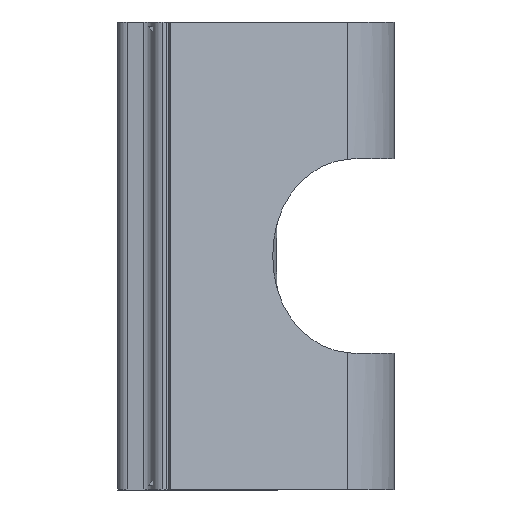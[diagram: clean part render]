
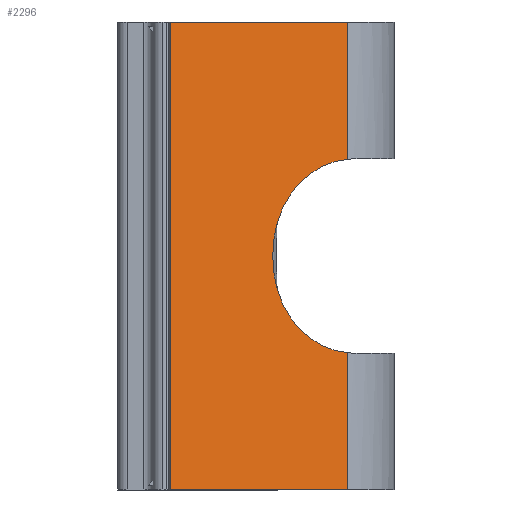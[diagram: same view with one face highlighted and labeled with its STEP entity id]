
A CAD part, left-side view. The second image highlights one B-rep face of the part: STEP entity #2296.
In plain terms, the highlighted planar face has unit normal (-0.866, -0.5, 0).
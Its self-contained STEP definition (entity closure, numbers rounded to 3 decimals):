
#514=CARTESIAN_POINT('',(-6.937,-1.736,12.));
#515=VERTEX_POINT('',#514);
#522=CARTESIAN_POINT('',(-2.57,-9.3,12.));
#523=VERTEX_POINT('',#522);
#524=CARTESIAN_POINT('',(-2.57,-9.3,12.));
#525=DIRECTION('',(-0.5,0.866,0.0));
#526=VECTOR('',#525,8.735);
#527=LINE('',#524,#526);
#528=EDGE_CURVE('',#523,#515,#527,.T.);
#2079=CARTESIAN_POINT('',(-4.402,-6.126,2.15));
#2080=VERTEX_POINT('',#2079);
#2081=CARTESIAN_POINT('',(-2.57,-9.3,6.136));
#2082=VERTEX_POINT('',#2081);
#2083=CARTESIAN_POINT('',(-2.402,-9.59,2.15));
#2084=DIRECTION('',(-0.866,-0.5,0.));
#2085=DIRECTION('',(-0.354,0.612,0.707));
#2086=AXIS2_PLACEMENT_3D('',#2083,#2084,#2085);
#2087=CIRCLE('',#2086,4.0);
#2088=EDGE_CURVE('',#2080,#2082,#2087,.F.);
#2173=CARTESIAN_POINT('',(-4.402,-6.126,1.85));
#2174=VERTEX_POINT('',#2173);
#2181=CARTESIAN_POINT('',(-2.57,-9.3,-2.136));
#2182=VERTEX_POINT('',#2181);
#2183=CARTESIAN_POINT('',(-2.402,-9.59,1.85));
#2184=DIRECTION('',(-0.866,-0.5,0.));
#2185=DIRECTION('',(-0.354,0.612,-0.707));
#2186=AXIS2_PLACEMENT_3D('',#2183,#2184,#2185);
#2187=CIRCLE('',#2186,4.0);
#2188=EDGE_CURVE('',#2174,#2182,#2187,.T.);
#2241=CARTESIAN_POINT('',(-4.402,-6.126,1.85));
#2242=DIRECTION('',(0.0,0.0,1.0));
#2243=VECTOR('',#2242,0.3);
#2244=LINE('',#2241,#2243);
#2245=EDGE_CURVE('',#2174,#2080,#2244,.T.);
#2257=CARTESIAN_POINT('',(-6.937,-1.736,-8.0));
#2258=DIRECTION('',(-0.866,-0.5,0.0));
#2259=DIRECTION('',(0.5,-0.866,0.0));
#2260=AXIS2_PLACEMENT_3D('',#2257,#2258,#2259);
#2261=PLANE('',#2260);
#2262=CARTESIAN_POINT('',(-2.57,-9.3,-8.0));
#2263=VERTEX_POINT('',#2262);
#2264=CARTESIAN_POINT('',(-2.57,-9.3,-8.0));
#2265=DIRECTION('',(0.0,0.0,1.0));
#2266=VECTOR('',#2265,5.864);
#2267=LINE('',#2264,#2266);
#2268=EDGE_CURVE('',#2263,#2182,#2267,.T.);
#2269=ORIENTED_EDGE('',*,*,#2268,.T.);
#2270=ORIENTED_EDGE('',*,*,#2188,.F.);
#2271=ORIENTED_EDGE('',*,*,#2245,.T.);
#2272=ORIENTED_EDGE('',*,*,#2088,.T.);
#2273=CARTESIAN_POINT('',(-2.57,-9.3,6.136));
#2274=DIRECTION('',(0.0,0.0,1.0));
#2275=VECTOR('',#2274,5.864);
#2276=LINE('',#2273,#2275);
#2277=EDGE_CURVE('',#2082,#523,#2276,.T.);
#2278=ORIENTED_EDGE('',*,*,#2277,.T.);
#2279=ORIENTED_EDGE('',*,*,#528,.T.);
#2280=CARTESIAN_POINT('',(-6.937,-1.736,-8.0));
#2281=VERTEX_POINT('',#2280);
#2282=CARTESIAN_POINT('',(-6.937,-1.736,-8.0));
#2283=DIRECTION('',(0.0,0.0,1.0));
#2284=VECTOR('',#2283,20.);
#2285=LINE('',#2282,#2284);
#2286=EDGE_CURVE('',#2281,#515,#2285,.T.);
#2287=ORIENTED_EDGE('',*,*,#2286,.F.);
#2288=CARTESIAN_POINT('',(-2.57,-9.3,-8.0));
#2289=DIRECTION('',(-0.5,0.866,0.0));
#2290=VECTOR('',#2289,8.735);
#2291=LINE('',#2288,#2290);
#2292=EDGE_CURVE('',#2263,#2281,#2291,.T.);
#2293=ORIENTED_EDGE('',*,*,#2292,.F.);
#2294=EDGE_LOOP('',(#2269,#2270,#2271,#2272,#2278,#2279,#2287,#2293));
#2295=FACE_OUTER_BOUND('',#2294,.T.);
#2296=ADVANCED_FACE('',(#2295),#2261,.T.);
